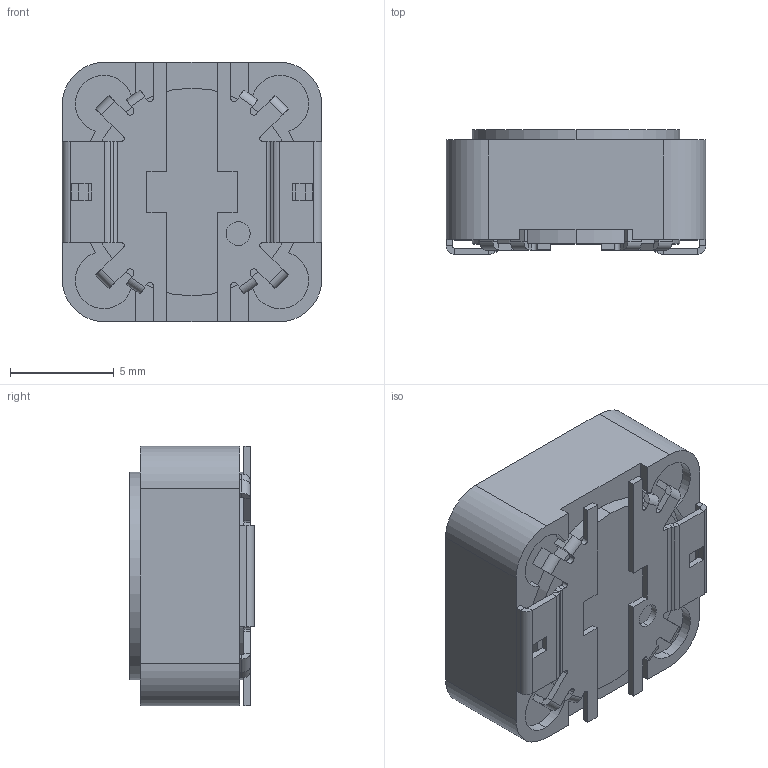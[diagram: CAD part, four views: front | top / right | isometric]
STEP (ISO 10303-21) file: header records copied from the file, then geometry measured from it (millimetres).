
FILE_DESCRIPTION (( 'STEP AP214' ), '1' );
FILE_NAME ('DR125-220-R.STEP', '2021-02-12T18:36:13', ( '' ), ( '' ), 'SwSTEP 2.0', 'SolidWorks 2017', '' );
FILE_SCHEMA (( 'AUTOMOTIVE_DESIGN' ));
Length unit declared in the file: millimetre
Products named in the file (1): DR125-220-R
Bounding box: 12.5 x 6 x 12.5 mm (x, y, z)
Volume: 781.3 mm3; surface area: 783.2 mm2
Topology: 3 solids, 3 shells, 240 faces, 581 edges, 350 vertices
Faces by surface type: plane 159, cylinder 81
Entity records: 6935 total; most frequent: DIRECTION 1225, CARTESIAN_POINT 1172, ORIENTED_EDGE 1162, EDGE_CURVE 581, VECTOR 419, LINE 419, AXIS2_PLACEMENT_3D 403, VERTEX_POINT 350
